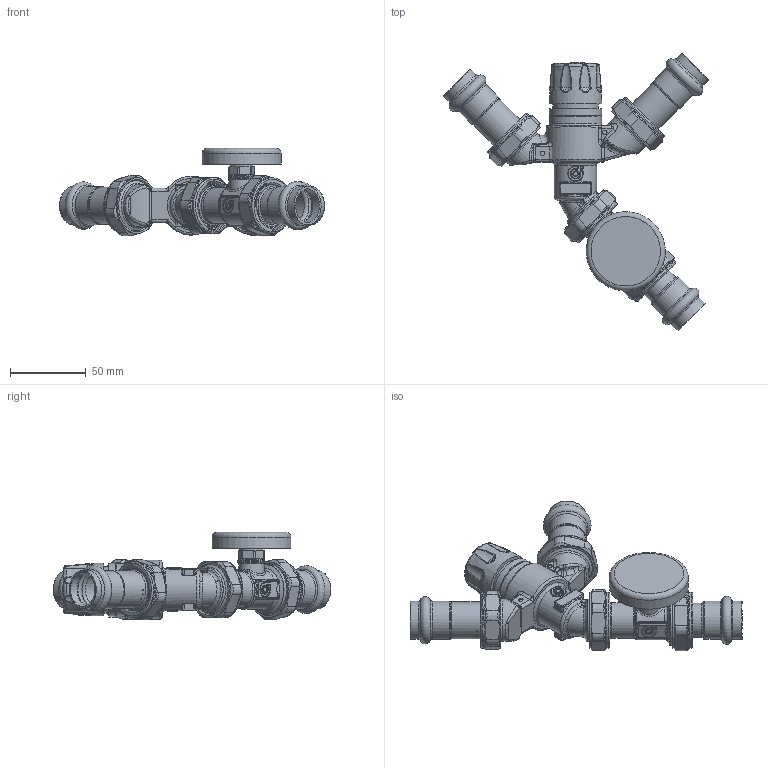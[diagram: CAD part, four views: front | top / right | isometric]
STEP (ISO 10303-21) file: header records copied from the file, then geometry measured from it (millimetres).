
FILE_DESCRIPTION(/* description */ (''),/* implementation_level */ '2;1');
FILE_NAME(/* name */ '520516AC.stp',/* time_stamp */ '2025-06-27T10:58:19-05:00',/* author */ ('ischreiner'),/* organization */ (''),/* preprocessor_version */ 'ST-DEVELOPER v20',/* originating_system */ 'Autodesk Inventor 2024',/* authorisation */ '');
FILE_SCHEMA (('AUTOMOTIVE_DESIGN { 1 0 10303 214 3 1 1 }'));
Products named in the file (7): 520516AC; 520051 body; NA10358_Simplify_1; NA10419 copper tailpiece; Neoperl OV20; NA10744 press tailpiece 0.75 inch; F0000698 1 inch slip nut
Assembly tree (10 placements, depth 2):
  520516AC
    520051 body
    NA10358_Simplify_1
    NA10419 copper tailpiece  x2
    Neoperl OV20  x2
    NA10744 press tailpiece 0.75 inch
    F0000698 1 inch slip nut  x3
Bounding box: 175.29 x 183.66 x 57.79 mm (x, y, z)
Volume: 236520 mm3; surface area: 83978.1 mm2
Topology: 16 solids, 16 shells, 2330 faces, 5625 edges, 3229 vertices
Faces by surface type: bspline 614, plane 581, cylinder 580, torus 277, cone 154, sphere 124
Full cylindrical faces by diameter (mm): 3 x2, 5.24 x2, 9.017 x1, 11.176 x1, 11.227 x1, 12.6 x2, 12.954 x1, 13.6 x1, 15.24 x1, 15.875 x1, 16.55 x2, 17 x1, 18 x1, 18.009 x2, 19.05 x1, 19.55 x2, 19.6 x4, 20.091 x4, 20.625 x2, 22.352 x2, 22.504 x4, 22.86 x1, 23.5 x1, 24 x1, 24.384 x2, 25.298 x4, 25.4 x2, 27.686 x3, 27.7 x1, 28 x2
Entity records: 94011 total; most frequent: CARTESIAN_POINT 54908, ORIENTED_EDGE 8200, DIRECTION 7494, EDGE_CURVE 4100, AXIS2_PLACEMENT_3D 3136, VERTEX_POINT 2386, EDGE_LOOP 1866, FACE_OUTER_BOUND 1792
